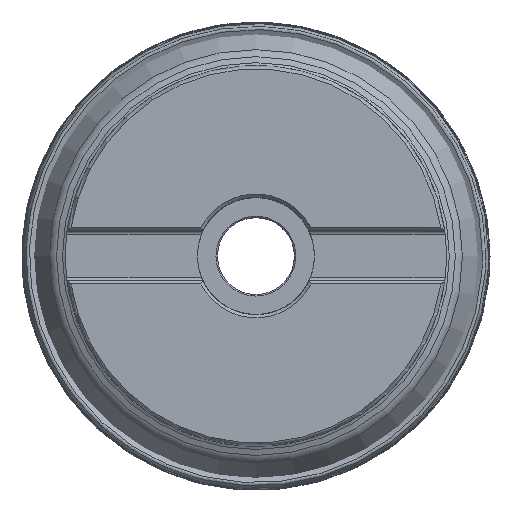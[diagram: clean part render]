
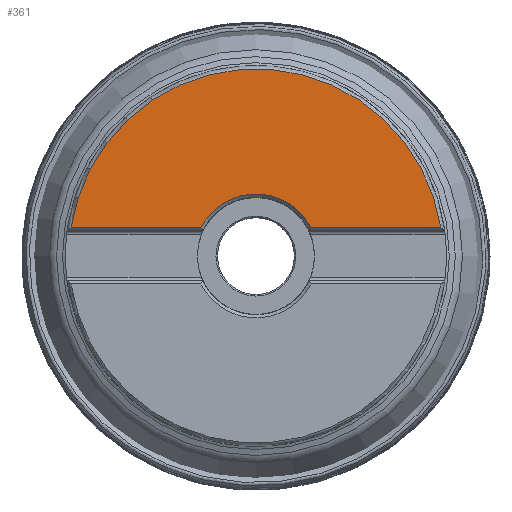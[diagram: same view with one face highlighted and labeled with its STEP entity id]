
A CAD part, top view. The second image highlights one B-rep face of the part: STEP entity #361.
In plain terms, the highlighted planar face has unit normal (0, 0, 1).
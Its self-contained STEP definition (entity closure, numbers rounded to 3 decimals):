
#168=PLANE('',#1199);
#201=LINE('',#2020,#228);
#202=LINE('',#2024,#229);
#228=VECTOR('',#1336,1.);
#229=VECTOR('',#1339,1.);
#361=ADVANCED_FACE('',(#452),#168,.T.);
#452=FACE_OUTER_BOUND('',#476,.T.);
#476=EDGE_LOOP('',(#630,#631,#632,#633));
#630=ORIENTED_EDGE('',*,*,#944,.F.);
#631=ORIENTED_EDGE('',*,*,#962,.T.);
#632=ORIENTED_EDGE('',*,*,#963,.T.);
#633=ORIENTED_EDGE('',*,*,#964,.T.);
#847=VERTEX_POINT('',#1909);
#848=VERTEX_POINT('',#1911);
#862=VERTEX_POINT('',#2021);
#863=VERTEX_POINT('',#2023);
#944=EDGE_CURVE('',#847,#848,#1057,.T.);
#962=EDGE_CURVE('',#847,#862,#201,.T.);
#963=EDGE_CURVE('',#862,#863,#1063,.T.);
#964=EDGE_CURVE('',#863,#848,#202,.T.);
#1057=CIRCLE('',#1189,60.872);
#1063=CIRCLE('',#1198,20.155);
#1189=AXIS2_PLACEMENT_3D('',#1910,#1312,#1313);
#1198=AXIS2_PLACEMENT_3D('',#2022,#1337,#1338);
#1199=AXIS2_PLACEMENT_3D('',#2025,#1340,#1341);
#1312=DIRECTION('',(0.,0.,-1.));
#1313=DIRECTION('',(0.,-1.,0.));
#1336=DIRECTION('',(1.,0.,0.));
#1337=DIRECTION('',(0.,0.,-1.));
#1338=DIRECTION('',(0.,-1.,0.));
#1339=DIRECTION('',(1.,0.,0.));
#1340=DIRECTION('',(0.,0.,1.));
#1341=DIRECTION('',(0.,-1.,0.));
#1909=CARTESIAN_POINT('',(-60.182,9.14,60.325));
#1910=CARTESIAN_POINT('',(0.,0.,60.325));
#1911=CARTESIAN_POINT('',(60.182,9.14,60.325));
#2020=CARTESIAN_POINT('',(0.,9.14,60.325));
#2021=CARTESIAN_POINT('',(-17.963,9.14,60.325));
#2022=CARTESIAN_POINT('',(0.,0.,60.325));
#2023=CARTESIAN_POINT('',(17.963,9.14,60.325));
#2024=CARTESIAN_POINT('',(0.,9.14,60.325));
#2025=CARTESIAN_POINT('',(0.,0.,60.325));
